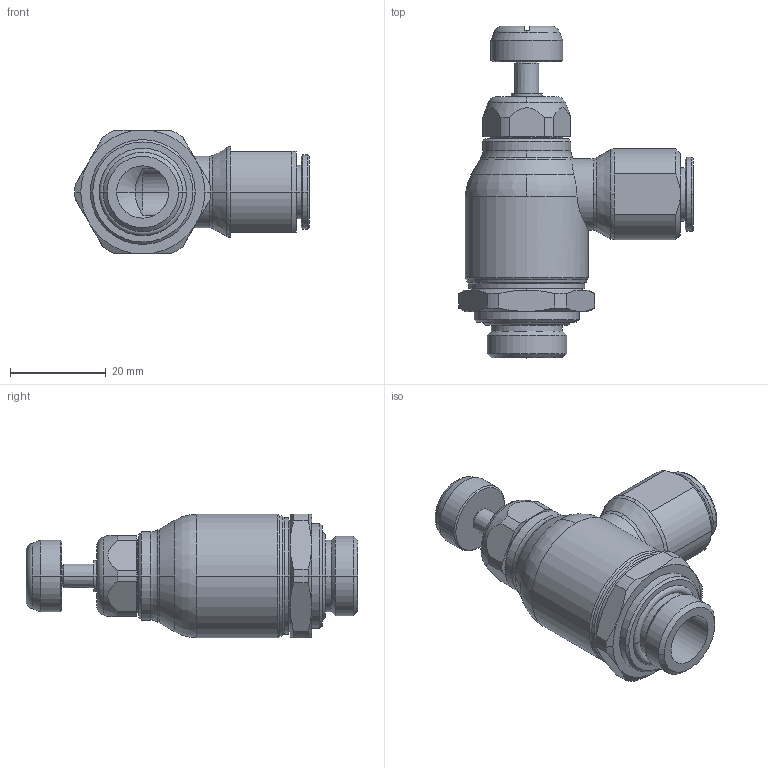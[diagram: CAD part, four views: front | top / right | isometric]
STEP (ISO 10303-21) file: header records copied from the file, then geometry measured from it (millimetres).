
FILE_DESCRIPTION(('STEP AP214'),'1');
FILE_NAME('7100_10_17.stp','2016-07-07T14:52:50',('TraceParts'),('TraceParts S.A.'),'Spatial InterOp 3D',' ',' ');
FILE_SCHEMA(('automotive_design'));
Length unit declared in the file: millimetre
Products named in the file (1): 1
Bounding box: 49.07 x 69.5 x 25.96 mm (x, y, z)
Volume: 22799.9 mm3; surface area: 9356.6 mm2
Topology: 1 solids, 1 shells, 162 faces, 390 edges, 240 vertices
Faces by surface type: cone 58, cylinder 50, plane 33, torus 21
Entity records: 5180 total; most frequent: CARTESIAN_POINT 1337, DIRECTION 885, ORIENTED_EDGE 780, EDGE_CURVE 390, AXIS2_PLACEMENT_3D 384, VERTEX_POINT 240, CIRCLE 221, EDGE_LOOP 174
